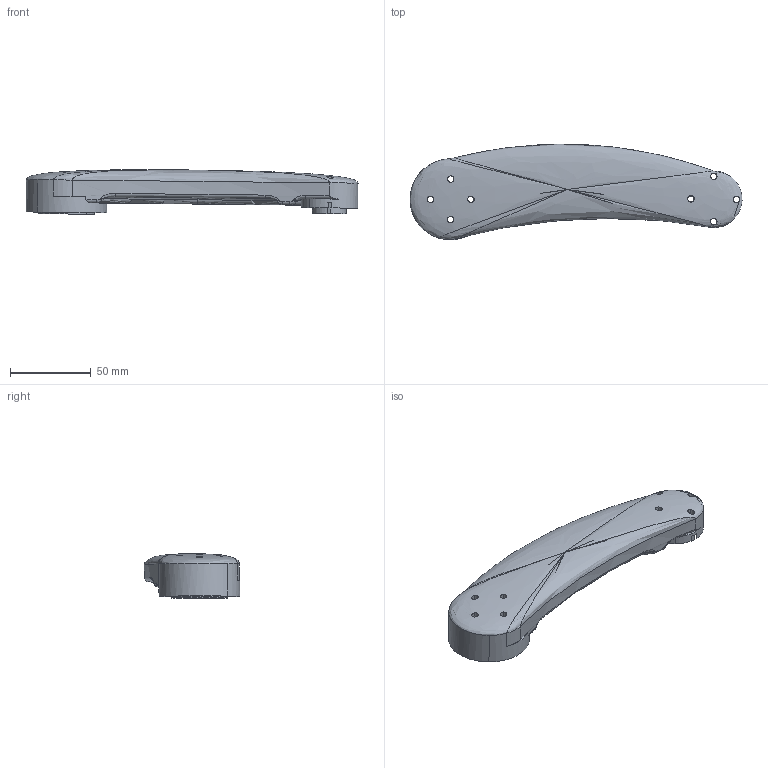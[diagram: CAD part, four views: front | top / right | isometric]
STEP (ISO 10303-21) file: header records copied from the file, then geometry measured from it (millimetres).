
FILE_DESCRIPTION (( 'STEP AP203' ), '1' );
FILE_NAME ('L2_Default_sldprt.STEP', '2025-06-23T10:39:31', ( '' ), ( '' ), 'SwSTEP 2.0', 'SolidWorks 2025', '' );
FILE_SCHEMA (( 'CONFIG_CONTROL_DESIGN' ));
Length unit declared in the file: millimetre
Products named in the file (1): L2_Default_sldprt
Bounding box: 205.21 x 59.08 x 27.55 mm (x, y, z)
Volume: 158587.2 mm3; surface area: 34771.3 mm2
Topology: 2 solids, 7 shells, 285 faces, 773 edges, 498 vertices
Faces by surface type: plane 152, cylinder 91, torus 25, bspline 17
Entity records: 11950 total; most frequent: CARTESIAN_POINT 4635, ORIENTED_EDGE 1534, DIRECTION 1512, EDGE_CURVE 767, AXIS2_PLACEMENT_3D 550, VERTEX_POINT 498, LINE 412, VECTOR 412
